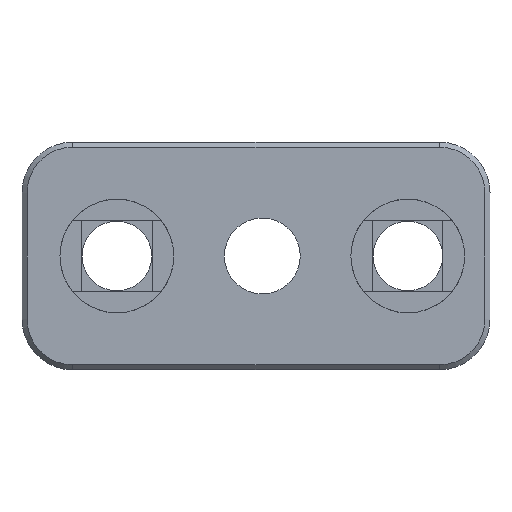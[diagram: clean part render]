
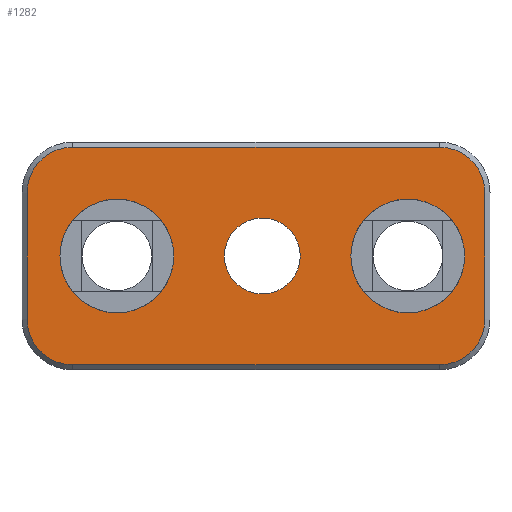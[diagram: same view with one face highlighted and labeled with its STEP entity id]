
A CAD part, front view. The second image highlights one B-rep face of the part: STEP entity #1282.
In plain terms, the highlighted planar face has unit normal (0, -1, 0).
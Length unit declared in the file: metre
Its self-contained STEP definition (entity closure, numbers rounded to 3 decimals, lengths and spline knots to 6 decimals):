
#22=CIRCLE('',#1327,0.0036);
#23=CIRCLE('',#1329,0.0036);
#41=CIRCLE('',#1382,0.0045);
#44=CIRCLE('',#1386,0.0045);
#46=CIRCLE('',#1394,0.003);
#47=CIRCLE('',#1395,0.0036);
#48=CIRCLE('',#1396,0.0036);
#308=ORIENTED_EDGE('',*,*,#579,.T.);
#309=ORIENTED_EDGE('',*,*,#557,.F.);
#310=ORIENTED_EDGE('',*,*,#554,.F.);
#311=ORIENTED_EDGE('',*,*,#530,.T.);
#312=ORIENTED_EDGE('',*,*,#425,.T.);
#313=ORIENTED_EDGE('',*,*,#420,.T.);
#314=ORIENTED_EDGE('',*,*,#427,.T.);
#315=ORIENTED_EDGE('',*,*,#522,.T.);
#316=ORIENTED_EDGE('',*,*,#580,.T.);
#317=ORIENTED_EDGE('',*,*,#527,.T.);
#318=ORIENTED_EDGE('',*,*,#581,.T.);
#420=EDGE_CURVE('',#600,#599,#715,.T.);
#425=EDGE_CURVE('',#603,#600,#22,.T.);
#427=EDGE_CURVE('',#599,#604,#23,.T.);
#522=EDGE_CURVE('',#604,#676,#802,.T.);
#527=EDGE_CURVE('',#681,#680,#807,.T.);
#530=EDGE_CURVE('',#683,#603,#810,.T.);
#554=EDGE_CURVE('',#697,#697,#41,.T.);
#557=EDGE_CURVE('',#698,#698,#44,.T.);
#579=EDGE_CURVE('',#712,#712,#46,.T.);
#580=EDGE_CURVE('',#676,#681,#47,.T.);
#581=EDGE_CURVE('',#680,#683,#48,.T.);
#599=VERTEX_POINT('',#1792);
#600=VERTEX_POINT('',#1794);
#603=VERTEX_POINT('',#1801);
#604=VERTEX_POINT('',#1806);
#676=VERTEX_POINT('',#1999);
#680=VERTEX_POINT('',#2008);
#681=VERTEX_POINT('',#2010);
#683=VERTEX_POINT('',#2016);
#697=VERTEX_POINT('',#2062);
#698=VERTEX_POINT('',#2067);
#712=VERTEX_POINT('',#2109);
#715=LINE('',#1793,#862);
#802=LINE('',#1998,#949);
#807=LINE('',#2009,#954);
#810=LINE('',#2015,#957);
#862=VECTOR('',#1434,1.);
#949=VECTOR('',#1605,1.);
#954=VECTOR('',#1612,1.);
#957=VECTOR('',#1617,1.);
#1060=EDGE_LOOP('',(#308));
#1061=EDGE_LOOP('',(#309));
#1062=EDGE_LOOP('',(#310));
#1063=EDGE_LOOP('',(#311,#312,#313,#314,#315,#316,#317,#318));
#1147=FACE_BOUND('',#1060,.T.);
#1148=FACE_BOUND('',#1061,.T.);
#1149=FACE_BOUND('',#1062,.T.);
#1150=FACE_BOUND('',#1063,.T.);
#1218=PLANE('',#1393);
#1282=ADVANCED_FACE('',(#1147,#1148,#1149,#1150),#1218,.F.);
#1327=AXIS2_PLACEMENT_3D('',#1803,#1442,#1443);
#1329=AXIS2_PLACEMENT_3D('',#1808,#1447,#1448);
#1382=AXIS2_PLACEMENT_3D('',#2061,#1662,#1663);
#1386=AXIS2_PLACEMENT_3D('',#2066,#1670,#1671);
#1393=AXIS2_PLACEMENT_3D('',#2107,#1704,#1705);
#1394=AXIS2_PLACEMENT_3D('',#2108,#1706,#1707);
#1395=AXIS2_PLACEMENT_3D('',#2110,#1708,#1709);
#1396=AXIS2_PLACEMENT_3D('',#2111,#1710,#1711);
#1434=DIRECTION('',(0.,0.,-1.));
#1442=DIRECTION('',(0.,-1.,0.));
#1443=DIRECTION('',(0.,0.,1.));
#1447=DIRECTION('',(0.,-1.,0.));
#1448=DIRECTION('',(0.,0.,1.));
#1605=DIRECTION('',(1.,0.,0.));
#1612=DIRECTION('',(0.,0.,1.));
#1617=DIRECTION('',(-1.,0.,0.));
#1662=DIRECTION('',(0.,-1.,0.));
#1663=DIRECTION('',(0.,0.,-1.));
#1670=DIRECTION('',(0.,-1.,0.));
#1671=DIRECTION('',(0.,0.,-1.));
#1704=DIRECTION('',(0.,1.,0.));
#1705=DIRECTION('',(-1.,0.,0.));
#1706=DIRECTION('',(0.,1.,0.));
#1707=DIRECTION('',(0.,0.,1.));
#1708=DIRECTION('',(0.,-1.,0.));
#1709=DIRECTION('',(0.,0.,1.));
#1710=DIRECTION('',(0.,-1.,0.));
#1711=DIRECTION('',(0.,0.,1.));
#1792=CARTESIAN_POINT('',(-0.104492,-0.048134,0.056233));
#1793=CARTESIAN_POINT('',(-0.104492,-0.048134,0.061233));
#1794=CARTESIAN_POINT('',(-0.104492,-0.048134,0.066233));
#1801=CARTESIAN_POINT('',(-0.100892,-0.048134,0.069833));
#1803=CARTESIAN_POINT('',(-0.100892,-0.048134,0.066233));
#1806=CARTESIAN_POINT('',(-0.100892,-0.048134,0.052633));
#1808=CARTESIAN_POINT('',(-0.100892,-0.048134,0.056233));
#1998=CARTESIAN_POINT('',(-0.096372,-0.048134,0.052633));
#1999=CARTESIAN_POINT('',(-0.071892,-0.048134,0.052633));
#2008=CARTESIAN_POINT('',(-0.068292,-0.048134,0.066233));
#2009=CARTESIAN_POINT('',(-0.068292,-0.048134,0.061233));
#2010=CARTESIAN_POINT('',(-0.068292,-0.048134,0.056233));
#2015=CARTESIAN_POINT('',(-0.096372,-0.048134,0.069833));
#2016=CARTESIAN_POINT('',(-0.071892,-0.048134,0.069833));
#2061=CARTESIAN_POINT('',(-0.097392,-0.048134,0.061233));
#2062=CARTESIAN_POINT('',(-0.097392,-0.048134,0.056733));
#2066=CARTESIAN_POINT('',(-0.074392,-0.048134,0.061233));
#2067=CARTESIAN_POINT('',(-0.074392,-0.048134,0.056733));
#2107=CARTESIAN_POINT('',(-0.096372,-0.048134,0.061233));
#2108=CARTESIAN_POINT('',(-0.085892,-0.048134,0.061233));
#2109=CARTESIAN_POINT('',(-0.085892,-0.048134,0.064233));
#2110=CARTESIAN_POINT('',(-0.071892,-0.048134,0.056233));
#2111=CARTESIAN_POINT('',(-0.071892,-0.048134,0.066233));
